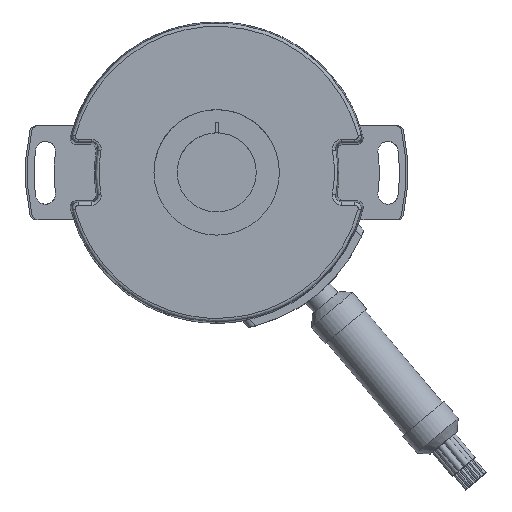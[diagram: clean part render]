
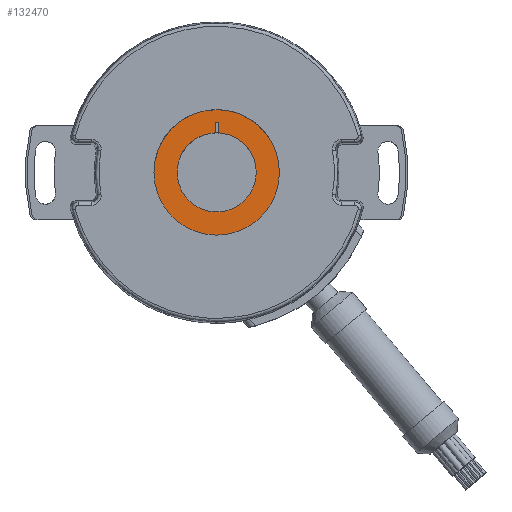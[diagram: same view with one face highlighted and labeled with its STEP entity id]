
A CAD part, top view. The second image highlights one B-rep face of the part: STEP entity #132470.
In plain terms, the highlighted face is planar.
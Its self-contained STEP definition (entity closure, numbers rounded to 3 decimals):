
#37780=CARTESIAN_POINT('',(599.136,95.595,-8.07));
#37790=VERTEX_POINT('',#37780);
#37970=CARTESIAN_POINT('',(619.136,95.595,-8.07));
#37980=VERTEX_POINT('',#37970);
#38010=CARTESIAN_POINT('',(609.136,95.595,-8.07));
#38020=DIRECTION('',(0.,0.,-1.));
#38030=DIRECTION('',(-1.,0.,0.));
#38040=AXIS2_PLACEMENT_3D('',#38010,#38020,#38030);
#38050=CIRCLE('',#38040,10.);
#38060=EDGE_CURVE('',#37980,#37790,#38050,.T.);
#122470=EDGE_CURVE('',#37790,#37980,#38050,.T.);
#131650=CARTESIAN_POINT('',(609.386,101.89,-8.07));
#131660=VERTEX_POINT('',#131650);
#131710=CARTESIAN_POINT('',(609.386,95.451,-8.07));
#131720=DIRECTION('',(0.,1.,0.));
#131730=VECTOR('',#131720,1.);
#131740=LINE('',#131710,#131730);
#131750=CARTESIAN_POINT('',(609.386,103.595,-8.07));
#131760=VERTEX_POINT('',#131750);
#131770=EDGE_CURVE('',#131660,#131760,#131740,.T.);
#132040=CARTESIAN_POINT('',(593.405,106.095,-8.07));
#132050=DIRECTION('',(0.,0.,-1.));
#132060=DIRECTION('',(-1.,0.,0.));
#132070=AXIS2_PLACEMENT_3D('',#132040,#132050,#132060);
#132080=PLANE('',#132070);
#132090=CARTESIAN_POINT('',(608.886,95.74,-8.07));
#132100=DIRECTION('',(0.,-1.,0.));
#132110=VECTOR('',#132100,1.);
#132120=LINE('',#132090,#132110);
#132130=CARTESIAN_POINT('',(608.886,103.595,-8.07));
#132140=VERTEX_POINT('',#132130);
#132150=CARTESIAN_POINT('',(608.886,101.89,-8.07));
#132160=VERTEX_POINT('',#132150);
#132170=EDGE_CURVE('',#132140,#132160,#132120,.T.);
#132180=ORIENTED_EDGE('',*,*,#132170,.T.);
#132190=CARTESIAN_POINT('',(627.611,103.595,-8.07));
#132200=DIRECTION('',(-1.,0.,0.));
#132210=VECTOR('',#132200,1.);
#132220=LINE('',#132190,#132210);
#132230=EDGE_CURVE('',#131760,#132140,#132220,.T.);
#132240=ORIENTED_EDGE('',*,*,#132230,.T.);
#132250=ORIENTED_EDGE('',*,*,#131770,.T.);
#132260=CARTESIAN_POINT('',(609.136,95.595,-8.07));
#132270=DIRECTION('',(0.,0.,-1.));
#132280=DIRECTION('',(-1.,0.,0.));
#132290=AXIS2_PLACEMENT_3D('',#132260,#132270,#132280);
#132300=CIRCLE('',#132290,6.3);
#132310=CARTESIAN_POINT('',(615.436,95.595,-8.07));
#132320=VERTEX_POINT('',#132310);
#132330=EDGE_CURVE('',#131660,#132320,#132300,.T.);
#132340=ORIENTED_EDGE('',*,*,#132330,.F.);
#132350=CARTESIAN_POINT('',(602.836,95.595,-8.07));
#132360=VERTEX_POINT('',#132350);
#132370=EDGE_CURVE('',#132320,#132360,#132300,.T.);
#132380=ORIENTED_EDGE('',*,*,#132370,.F.);
#132390=EDGE_CURVE('',#132360,#132160,#132300,.T.);
#132400=ORIENTED_EDGE('',*,*,#132390,.F.);
#132410=EDGE_LOOP('',(#132400,#132380,#132340,#132250,#132240,#132180));
#132420=FACE_BOUND('',#132410,.T.);
#132430=ORIENTED_EDGE('',*,*,#122470,.T.);
#132440=ORIENTED_EDGE('',*,*,#38060,.T.);
#132450=EDGE_LOOP('',(#132440,#132430));
#132460=FACE_OUTER_BOUND('',#132450,.T.);
#132470=ADVANCED_FACE('',(#132420,#132460),#132080,.T.);
